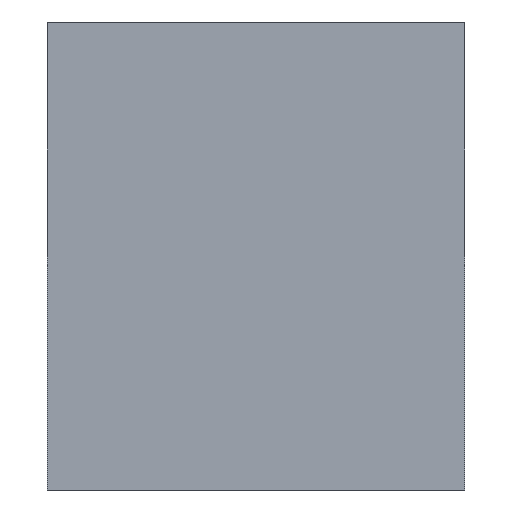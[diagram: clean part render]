
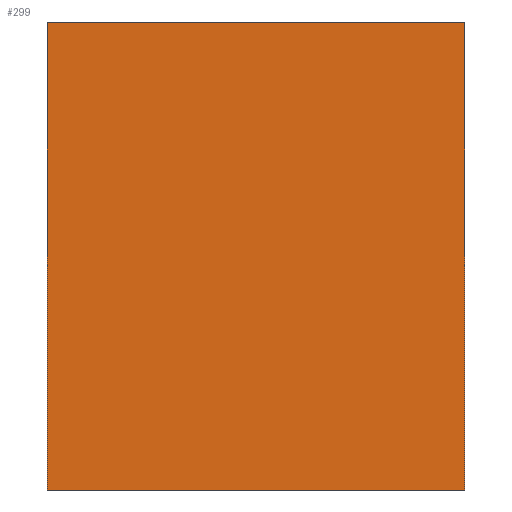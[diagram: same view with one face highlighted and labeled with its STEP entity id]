
A CAD part, left-side view. The second image highlights one B-rep face of the part: STEP entity #299.
In plain terms, the highlighted planar face has unit normal (-1, 0, 0).
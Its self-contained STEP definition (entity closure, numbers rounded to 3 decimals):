
#32=FACE_OUTER_BOUND('',#50,.T.);
#50=EDGE_LOOP('',(#248,#249,#250,#251));
#78=LINE('',#475,#114);
#82=LINE('',#482,#118);
#85=LINE('',#488,#121);
#87=LINE('',#491,#123);
#114=VECTOR('',#395,10.);
#118=VECTOR('',#401,10.);
#121=VECTOR('',#406,10.);
#123=VECTOR('',#410,10.);
#142=VERTEX_POINT('',#472);
#143=VERTEX_POINT('',#474);
#145=VERTEX_POINT('',#480);
#147=VERTEX_POINT('',#486);
#174=EDGE_CURVE('',#142,#143,#78,.T.);
#178=EDGE_CURVE('',#145,#142,#82,.T.);
#181=EDGE_CURVE('',#147,#145,#85,.T.);
#183=EDGE_CURVE('',#143,#147,#87,.T.);
#248=ORIENTED_EDGE('',*,*,#183,.F.);
#249=ORIENTED_EDGE('',*,*,#174,.F.);
#250=ORIENTED_EDGE('',*,*,#178,.F.);
#251=ORIENTED_EDGE('',*,*,#181,.F.);
#272=PLANE('',#339);
#299=ADVANCED_FACE('',(#32),#272,.F.);
#339=AXIS2_PLACEMENT_3D('',#492,#411,#412);
#395=DIRECTION('',(0.,0.,1.));
#401=DIRECTION('',(0.,1.,0.));
#406=DIRECTION('',(0.,0.,-1.));
#410=DIRECTION('',(0.,-1.,0.));
#411=DIRECTION('center_axis',(1.,0.,0.));
#412=DIRECTION('ref_axis',(0.,0.,-1.));
#472=CARTESIAN_POINT('',(-1.6,1.25,0.));
#474=CARTESIAN_POINT('',(-1.6,1.25,2.8));
#475=CARTESIAN_POINT('',(-1.6,1.25,0.));
#480=CARTESIAN_POINT('',(-1.6,-1.25,0.));
#482=CARTESIAN_POINT('',(-1.6,-1.25,0.));
#486=CARTESIAN_POINT('',(-1.6,-1.25,2.8));
#488=CARTESIAN_POINT('',(-1.6,-1.25,2.8));
#491=CARTESIAN_POINT('',(-1.6,1.25,2.8));
#492=CARTESIAN_POINT('Origin',(-1.6,0.,1.4));
